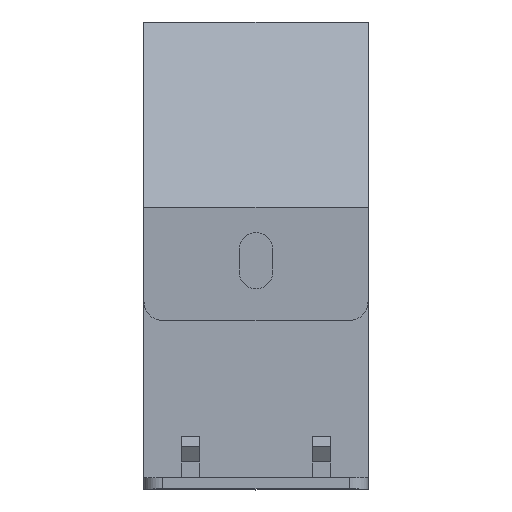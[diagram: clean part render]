
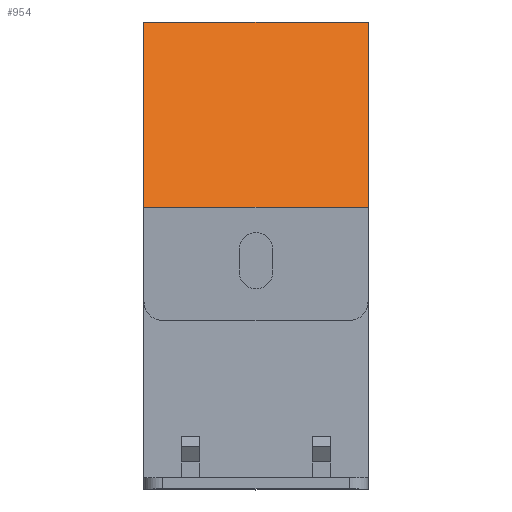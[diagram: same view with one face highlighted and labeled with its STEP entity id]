
A CAD part, top view. The second image highlights one B-rep face of the part: STEP entity #954.
In plain terms, the highlighted planar face has unit normal (0, 0.707, 0.707).
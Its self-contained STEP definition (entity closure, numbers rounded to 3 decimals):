
#64=FACE_OUTER_BOUND('',#116,.T.);
#116=EDGE_LOOP('',(#672,#673,#674,#675));
#176=LINE('',#1356,#296);
#185=LINE('',#1378,#305);
#188=LINE('',#1388,#308);
#189=LINE('',#1389,#309);
#296=VECTOR('',#1086,1.);
#305=VECTOR('',#1105,1.);
#308=VECTOR('',#1114,1.);
#309=VECTOR('',#1115,1.);
#416=VERTEX_POINT('',#1353);
#417=VERTEX_POINT('',#1355);
#425=VERTEX_POINT('',#1377);
#429=VERTEX_POINT('',#1387);
#514=EDGE_CURVE('',#417,#416,#176,.T.);
#525=EDGE_CURVE('',#425,#417,#185,.T.);
#530=EDGE_CURVE('',#429,#416,#188,.T.);
#531=EDGE_CURVE('',#425,#429,#189,.T.);
#672=ORIENTED_EDGE('',*,*,#514,.T.);
#673=ORIENTED_EDGE('',*,*,#530,.F.);
#674=ORIENTED_EDGE('',*,*,#531,.F.);
#675=ORIENTED_EDGE('',*,*,#525,.T.);
#906=PLANE('',#1012);
#954=ADVANCED_FACE('',(#64),#906,.F.);
#1012=AXIS2_PLACEMENT_3D('',#1386,#1112,#1113);
#1086=DIRECTION('',(0.,0.707,-0.707));
#1105=DIRECTION('',(1.,0.,0.));
#1112=DIRECTION('center_axis',(0.,-0.707,
-0.707));
#1113=DIRECTION('ref_axis',(0.,-0.707,0.707));
#1114=DIRECTION('',(1.,0.,0.));
#1115=DIRECTION('',(0.,0.707,-0.707));
#1353=CARTESIAN_POINT('',(42.523,250.303,17.329));
#1355=CARTESIAN_POINT('',(42.523,200.663,66.969));
#1356=CARTESIAN_POINT('',(42.523,225.519,42.112));
#1377=CARTESIAN_POINT('',(-17.477,200.663,66.969));
#1378=CARTESIAN_POINT('',(12.523,200.663,66.969));
#1386=CARTESIAN_POINT('Origin',(12.523,250.303,17.329));
#1387=CARTESIAN_POINT('',(-17.477,250.303,17.329));
#1388=CARTESIAN_POINT('',(12.523,250.303,17.329));
#1389=CARTESIAN_POINT('',(-17.477,225.519,42.112));
